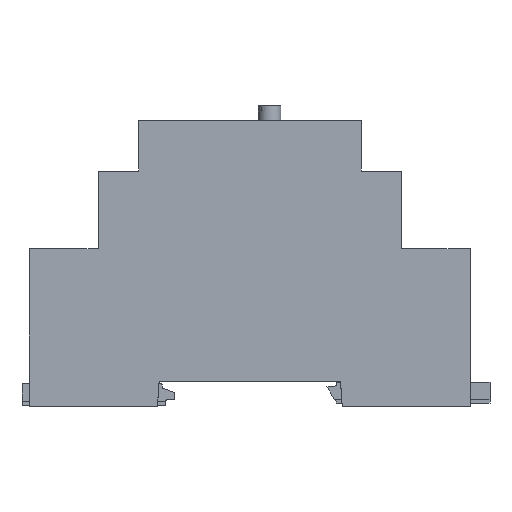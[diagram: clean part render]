
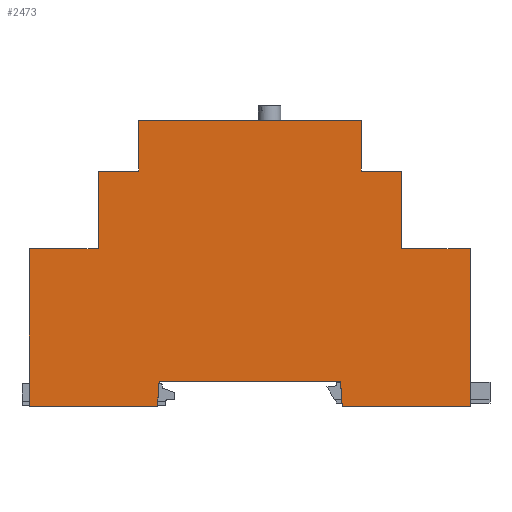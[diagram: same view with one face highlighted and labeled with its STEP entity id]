
A CAD part, left-side view. The second image highlights one B-rep face of the part: STEP entity #2473.
In plain terms, the highlighted planar face has unit normal (-1, 0, 0).
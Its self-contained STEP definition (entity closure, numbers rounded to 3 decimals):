
#2473=ADVANCED_FACE('',(#7708),#7710,.T.);
#7708=FACE_BOUND('',#7709,.T.);
#7709=EDGE_LOOP('',(#12771,#12772,#12773,#12774,#12775,#12776,#12777,#12778,#12779,
#12780,#12781,#12782,#12783,#12784,#12785,#12786));
#7710=PLANE('',#7711);
#7711=AXIS2_PLACEMENT_3D('',#7712,#7713,#7714);
#7712=CARTESIAN_POINT('',(-35.5,0.,0.));
#7713=DIRECTION('',(-1.,0.,0.));
#7714=DIRECTION('',(0.,0.,-1.));
#12771=ORIENTED_EDGE('',*,*,#16248,.T.);
#12772=ORIENTED_EDGE('',*,*,#16249,.T.);
#12773=ORIENTED_EDGE('',*,*,#16250,.T.);
#12774=ORIENTED_EDGE('',*,*,#16251,.T.);
#12775=ORIENTED_EDGE('',*,*,#16252,.T.);
#12776=ORIENTED_EDGE('',*,*,#16253,.T.);
#12777=ORIENTED_EDGE('',*,*,#16254,.T.);
#12778=ORIENTED_EDGE('',*,*,#16255,.T.);
#12779=ORIENTED_EDGE('',*,*,#16256,.T.);
#12780=ORIENTED_EDGE('',*,*,#16257,.T.);
#12781=ORIENTED_EDGE('',*,*,#16258,.T.);
#12782=ORIENTED_EDGE('',*,*,#16168,.T.);
#12783=ORIENTED_EDGE('',*,*,#16247,.T.);
#12784=ORIENTED_EDGE('',*,*,#16259,.T.);
#12785=ORIENTED_EDGE('',*,*,#16260,.T.);
#12786=ORIENTED_EDGE('',*,*,#16261,.T.);
#16168=EDGE_CURVE('',#18842,#18840,#18843,.T.);
#16247=EDGE_CURVE('',#18840,#18991,#18993,.T.);
#16248=EDGE_CURVE('',#18994,#18995,#18996,.T.);
#16249=EDGE_CURVE('',#18995,#18997,#18998,.T.);
#16250=EDGE_CURVE('',#18997,#18999,#19000,.T.);
#16251=EDGE_CURVE('',#18999,#19001,#19002,.T.);
#16252=EDGE_CURVE('',#19001,#19003,#19004,.T.);
#16253=EDGE_CURVE('',#19003,#19005,#19006,.T.);
#16254=EDGE_CURVE('',#19005,#19007,#19008,.T.);
#16255=EDGE_CURVE('',#19007,#19009,#19010,.T.);
#16256=EDGE_CURVE('',#19009,#19011,#19012,.T.);
#16257=EDGE_CURVE('',#19011,#19013,#19014,.T.);
#16258=EDGE_CURVE('',#19013,#18842,#19015,.T.);
#16259=EDGE_CURVE('',#18991,#19016,#19017,.T.);
#16260=EDGE_CURVE('',#19016,#19018,#19019,.T.);
#16261=EDGE_CURVE('',#19018,#18994,#19020,.T.);
#18840=VERTEX_POINT('',#23487);
#18842=VERTEX_POINT('',#23491);
#18843=LINE('',#23492,#23493);
#18991=VERTEX_POINT('',#23836);
#18993=LINE('',#23840,#23841);
#18994=VERTEX_POINT('',#23843);
#18995=VERTEX_POINT('',#23844);
#18996=LINE('',#23845,#23846);
#18997=VERTEX_POINT('',#23848);
#18998=LINE('',#23849,#23850);
#18999=VERTEX_POINT('',#23852);
#19000=LINE('',#23853,#23854);
#19001=VERTEX_POINT('',#23856);
#19002=LINE('',#23857,#23858);
#19003=VERTEX_POINT('',#23860);
#19004=LINE('',#23861,#23862);
#19005=VERTEX_POINT('',#23864);
#19006=LINE('',#23865,#23866);
#19007=VERTEX_POINT('',#23868);
#19008=LINE('',#23869,#23870);
#19009=VERTEX_POINT('',#23872);
#19010=LINE('',#23873,#23874);
#19011=VERTEX_POINT('',#23876);
#19012=LINE('',#23877,#23878);
#19013=VERTEX_POINT('',#23880);
#19014=LINE('',#23881,#23882);
#19015=LINE('',#23884,#23885);
#19016=VERTEX_POINT('',#23887);
#19017=LINE('',#23888,#23889);
#19018=VERTEX_POINT('',#23891);
#19019=LINE('',#23892,#23893);
#19020=LINE('',#23895,#23896);
#23487=CARTESIAN_POINT('',(-35.5,22.5,52.804));
#23491=CARTESIAN_POINT('',(-35.5,-22.5,52.804));
#23492=CARTESIAN_POINT('',(-35.5,-22.5,52.804));
#23493=VECTOR('',#23494,1.);
#23494=DIRECTION('',(0.,1.,0.));
#23836=CARTESIAN_POINT('',(-35.5,22.5,42.606));
#23840=CARTESIAN_POINT('',(-35.5,22.5,52.804));
#23841=VECTOR('',#23842,1.);
#23842=DIRECTION('',(0.,0.,-1.));
#23843=CARTESIAN_POINT('',(-35.5,44.6,26.878));
#23844=CARTESIAN_POINT('',(-35.5,44.6,-4.987));
#23845=CARTESIAN_POINT('',(-35.5,44.6,26.878));
#23846=VECTOR('',#23847,1.);
#23847=DIRECTION('',(0.,0.,-1.));
#23848=CARTESIAN_POINT('',(-35.5,18.7,-4.987));
#23849=CARTESIAN_POINT('',(-35.5,44.6,-4.987));
#23850=VECTOR('',#23851,1.);
#23851=DIRECTION('',(0.,-1.,0.));
#23852=CARTESIAN_POINT('',(-35.5,18.351,0.));
#23853=CARTESIAN_POINT('',(-35.5,18.7,-4.987));
#23854=VECTOR('',#23855,1.);
#23855=DIRECTION('',(0.,-0.07,0.998));
#23856=CARTESIAN_POINT('',(-35.5,-18.351,0.));
#23857=CARTESIAN_POINT('',(-35.5,18.351,0.));
#23858=VECTOR('',#23859,1.);
#23859=DIRECTION('',(0.,-1.,0.));
#23860=CARTESIAN_POINT('',(-35.5,-18.7,-4.987));
#23861=CARTESIAN_POINT('',(-35.5,-18.351,0.));
#23862=VECTOR('',#23863,1.);
#23863=DIRECTION('',(0.,-0.07,-0.998));
#23864=CARTESIAN_POINT('',(-35.5,-44.6,-4.987));
#23865=CARTESIAN_POINT('',(-35.5,-18.7,-4.987));
#23866=VECTOR('',#23867,1.);
#23867=DIRECTION('',(0.,-1.,0.));
#23868=CARTESIAN_POINT('',(-35.5,-44.6,26.878));
#23869=CARTESIAN_POINT('',(-35.5,-44.6,-4.987));
#23870=VECTOR('',#23871,1.);
#23871=DIRECTION('',(0.,0.,1.));
#23872=CARTESIAN_POINT('',(-35.5,-30.7,26.878));
#23873=CARTESIAN_POINT('',(-35.5,-44.6,26.878));
#23874=VECTOR('',#23875,1.);
#23875=DIRECTION('',(0.,1.,0.));
#23876=CARTESIAN_POINT('',(-35.5,-30.7,42.606));
#23877=CARTESIAN_POINT('',(-35.5,-30.7,26.878));
#23878=VECTOR('',#23879,1.);
#23879=DIRECTION('',(0.,0.,1.));
#23880=CARTESIAN_POINT('',(-35.5,-22.5,42.606));
#23881=CARTESIAN_POINT('',(-35.5,-30.7,42.606));
#23882=VECTOR('',#23883,1.);
#23883=DIRECTION('',(0.,1.,0.));
#23884=CARTESIAN_POINT('',(-35.5,-22.5,42.606));
#23885=VECTOR('',#23886,1.);
#23886=DIRECTION('',(0.,0.,1.));
#23887=CARTESIAN_POINT('',(-35.5,30.7,42.606));
#23888=CARTESIAN_POINT('',(-35.5,22.5,42.606));
#23889=VECTOR('',#23890,1.);
#23890=DIRECTION('',(0.,1.,0.));
#23891=CARTESIAN_POINT('',(-35.5,30.7,26.878));
#23892=CARTESIAN_POINT('',(-35.5,30.7,42.606));
#23893=VECTOR('',#23894,1.);
#23894=DIRECTION('',(0.,0.,-1.));
#23895=CARTESIAN_POINT('',(-35.5,30.7,26.878));
#23896=VECTOR('',#23897,1.);
#23897=DIRECTION('',(0.,1.,0.));
